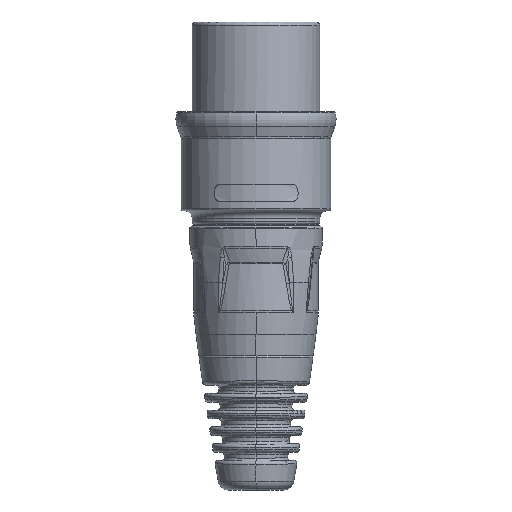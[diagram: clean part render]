
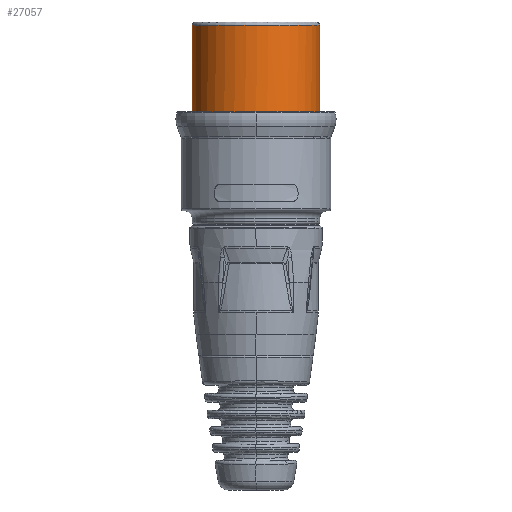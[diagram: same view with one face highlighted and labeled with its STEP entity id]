
A CAD part, front view. The second image highlights one B-rep face of the part: STEP entity #27057.
In plain terms, the highlighted cylindrical face has radius 9.5 mm (diameter 19 mm), a partial arc.
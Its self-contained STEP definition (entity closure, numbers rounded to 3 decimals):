
#8761=DIRECTION('',(0.,0.,-1.));
#8762=VECTOR('',#8761,5.3);
#8763=CARTESIAN_POINT('',(-1.65,9.356,-8.5));
#8764=LINE('',#8763,#8762);
#8790=CARTESIAN_POINT('',(0.,0.,-8.5));
#8791=DIRECTION('',(0.,0.,-1.));
#8792=DIRECTION('',(-0.174,0.985,0.));
#8793=AXIS2_PLACEMENT_3D('',#8790,#8791,#8792);
#8804=DIRECTION('',(0.,0.,1.));
#8805=VECTOR('',#8804,5.3);
#8806=CARTESIAN_POINT('',(1.65,9.356,-13.8));
#8807=LINE('',#8806,#8805);
#8836=CARTESIAN_POINT('',(1.65,9.356,-13.8));
#8844=CARTESIAN_POINT('',(0.,0.,-13.8));
#8845=DIRECTION('',(0.,0.,-1.));
#8846=DIRECTION('',(0.174,0.985,0.));
#8847=AXIS2_PLACEMENT_3D('',#8844,#8845,#8846);
#8849=DIRECTION('',(0.,0.,1.));
#8850=VECTOR('',#8849,13.6);
#8851=CARTESIAN_POINT('',(-7.3,6.079,-13.8));
#8852=LINE('',#8851,#8850);
#8853=CARTESIAN_POINT('',(0.,0.,-0.2));
#8854=DIRECTION('',(0.,0.,1.));
#8855=DIRECTION('',(-0.778,0.629,0.));
#8856=AXIS2_PLACEMENT_3D('',#8853,#8854,#8855);
#8858=CARTESIAN_POINT('',(-6.255,7.15,
-0.2));
#8859=CARTESIAN_POINT('',(-6.248,7.157,
-0.227));
#8860=CARTESIAN_POINT('',(-6.236,7.167,
-0.281));
#8861=CARTESIAN_POINT('',(-6.225,7.176,
-0.365));
#8862=CARTESIAN_POINT('',(-6.222,7.178,
-0.422));
#8863=CARTESIAN_POINT('',(-6.222,7.178,
-0.45));
#8865=DIRECTION('',(0.,0.,-1.));
#8866=VECTOR('',#8865,13.35);
#8867=CARTESIAN_POINT('',(-6.222,7.178,
-0.45));
#8868=LINE('',#8867,#8866);
#8910=CARTESIAN_POINT('',(-1.65,9.356,-13.8));
#8912=CARTESIAN_POINT('',(0.,0.,-13.8));
#8913=DIRECTION('',(0.,0.,1.));
#8914=DIRECTION('',(-0.174,0.985,0.));
#8915=AXIS2_PLACEMENT_3D('',#8912,#8913,#8914);
#8987=CARTESIAN_POINT('',(0.,0.,-0.2));
#8988=DIRECTION('',(0.,0.,-1.));
#8989=DIRECTION('',(-0.778,0.629,0.));
#8990=AXIS2_PLACEMENT_3D('',#8987,#8988,#8989);
#11386=VERTEX_POINT('',#8836);
#11389=VERTEX_POINT('',#8910);
#11395=CARTESIAN_POINT('',(-7.389,5.971,-0.2));
#11396=VERTEX_POINT('',#11395);
#11397=CARTESIAN_POINT('',(-7.3,6.079,-0.2));
#11398=VERTEX_POINT('',#11397);
#11407=CARTESIAN_POINT('',(-6.222,7.178,-0.45));
#11408=VERTEX_POINT('',#11407);
#11409=VERTEX_POINT('',#8858);
#11411=CARTESIAN_POINT('',(-7.3,6.079,-13.8));
#11413=VERTEX_POINT('',#11411);
#11419=CARTESIAN_POINT('',(-6.222,7.178,-13.8));
#11420=VERTEX_POINT('',#11419);
#11425=CARTESIAN_POINT('',(-1.65,9.356,-8.5));
#11426=VERTEX_POINT('',#11425);
#11427=CARTESIAN_POINT('',(1.65,9.356,-8.5));
#11428=VERTEX_POINT('',#11427);
#27034=CARTESIAN_POINT('',(0.,0.,1.578));
#27035=DIRECTION('',(0.,0.,-1.));
#27036=DIRECTION('',(0.,-1.,0.));
#27037=AXIS2_PLACEMENT_3D('',#27034,#27035,#27036);
#27038=CYLINDRICAL_SURFACE('',#27037,9.5);
#27039=ORIENTED_EDGE('',*,*,#26937,.F.);
#27040=ORIENTED_EDGE('',*,*,#26975,.T.);
#27041=ORIENTED_EDGE('',*,*,#26991,.F.);
#27042=ORIENTED_EDGE('',*,*,#27024,.T.);
#27044=ORIENTED_EDGE('',*,*,#27043,.T.);
#27046=ORIENTED_EDGE('',*,*,#27045,.F.);
#27048=ORIENTED_EDGE('',*,*,#27047,.T.);
#27050=ORIENTED_EDGE('',*,*,#27049,.T.);
#27052=ORIENTED_EDGE('',*,*,#27051,.T.);
#27054=ORIENTED_EDGE('',*,*,#27053,.F.);
#27055=EDGE_LOOP('',(#27039,#27040,#27041,#27042,#27044,#27046,#27048,#27050,
#27052,#27054));
#27056=FACE_OUTER_BOUND('',#27055,.F.);
#27057=ADVANCED_FACE('',(#27056),#27038,.T.);
#8794=CIRCLE('',#8793,9.5);
#8848=CIRCLE('',#8847,9.5);
#8857=CIRCLE('',#8856,9.5);
#8864=B_SPLINE_CURVE_WITH_KNOTS('',3,(#8858,#8859,#8860,#8861,#8862,#8863),
.UNSPECIFIED.,.F.,.F.,(4,1,1,4),(0.,0.333,0.667,1.),
.UNSPECIFIED.);
#8916=CIRCLE('',#8915,9.5);
#8991=CIRCLE('',#8990,9.5);
#26937=EDGE_CURVE('',#11426,#11389,#8764,.T.);
#26975=EDGE_CURVE('',#11426,#11428,#8794,.T.);
#26991=EDGE_CURVE('',#11386,#11428,#8807,.T.);
#27024=EDGE_CURVE('',#11386,#11413,#8848,.T.);
#27043=EDGE_CURVE('',#11413,#11398,#8852,.T.);
#27045=EDGE_CURVE('',#11396,#11398,#8991,.T.);
#27047=EDGE_CURVE('',#11396,#11409,#8857,.T.);
#27049=EDGE_CURVE('',#11409,#11408,#8864,.T.);
#27051=EDGE_CURVE('',#11408,#11420,#8868,.T.);
#27053=EDGE_CURVE('',#11389,#11420,#8916,.T.);
